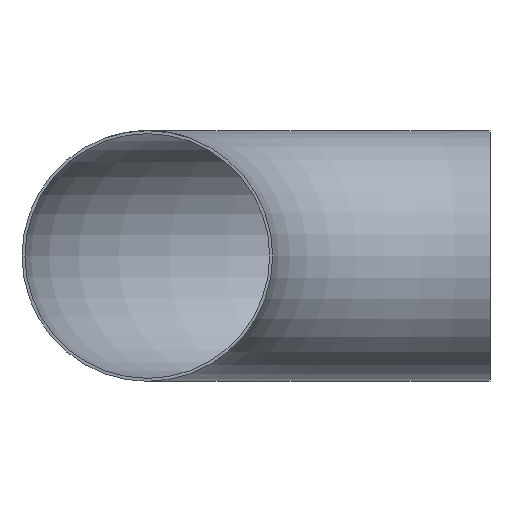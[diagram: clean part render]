
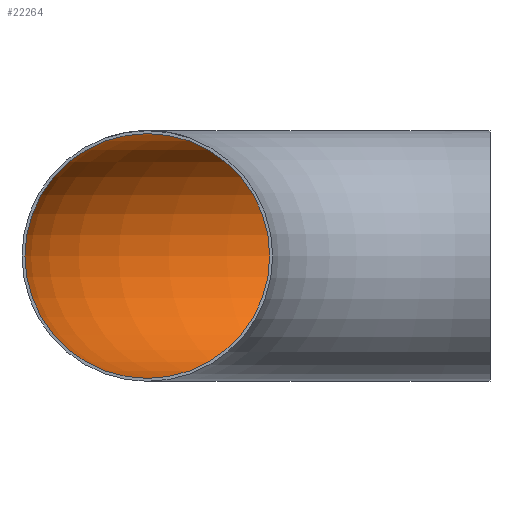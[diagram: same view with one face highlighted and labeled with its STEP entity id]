
A CAD part, front view. The second image highlights one B-rep face of the part: STEP entity #22264.
In plain terms, the highlighted toroidal (fillet/blend) face has major radius 350 mm and minor radius 125 mm.
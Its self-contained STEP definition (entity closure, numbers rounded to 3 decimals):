
#261 = VERTEX_POINT ( 'NONE', #13131 ) ;
#536 = AXIS2_PLACEMENT_3D ( 'NONE', #4812, #24460, #17665 ) ;
#1761 = DIRECTION ( 'NONE',  ( -1., 0., 0. ) ) ;
#1831 = ORIENTED_EDGE ( 'NONE', *, *, #26402, .F. ) ;
#2037 = EDGE_CURVE ( 'NONE', #6078, #6078, #17314, .T. ) ;
#3894 = FACE_OUTER_BOUND ( 'NONE', #7071, .T. ) ;
#4812 = CARTESIAN_POINT ( 'NONE',  ( -350., 0., 0. ) ) ;
#6078 = VERTEX_POINT ( 'NONE', #12714 ) ;
#7071 = EDGE_LOOP ( 'NONE', ( #1831 ) ) ;
#7379 = AXIS2_PLACEMENT_3D ( 'NONE', #21124, #25512, #1761 ) ;
#12714 = CARTESIAN_POINT ( 'NONE',  ( 0., 475., 0. ) ) ;
#13131 = CARTESIAN_POINT ( 'NONE',  ( -350., 0., 125. ) ) ;
#13759 = AXIS2_PLACEMENT_3D ( 'NONE', #24749, #15574, #22056 ) ;
#15574 = DIRECTION ( 'NONE',  ( 1., 0., 0. ) ) ;
#17231 = EDGE_LOOP ( 'NONE', ( #19221 ) ) ;
#17314 = CIRCLE ( 'NONE', #13759, 125. ) ;
#17665 = DIRECTION ( 'NONE',  ( 0., 0., 1. ) ) ;
#19221 = ORIENTED_EDGE ( 'NONE', *, *, #2037, .T. ) ;
#21124 = CARTESIAN_POINT ( 'NONE',  ( 0., 0., 0. ) ) ;
#22056 = DIRECTION ( 'NONE',  ( 0., 1., 0. ) ) ;
#22264 = ADVANCED_FACE ( 'NONE', ( #27753, #3894 ), #25876, .F. ) ;
#24460 = DIRECTION ( 'NONE',  ( 0., 1., 0. ) ) ;
#24749 = CARTESIAN_POINT ( 'NONE',  ( 0., 350., 0. ) ) ;
#24918 = CIRCLE ( 'NONE', #536, 125. ) ;
#25512 = DIRECTION ( 'NONE',  ( 0., 0., -1. ) ) ;
#25876 = TOROIDAL_SURFACE ( 'NONE', #7379, 350., 125. ) ;
#26402 = EDGE_CURVE ( 'NONE', #261, #261, #24918, .T. ) ;
#27753 = FACE_OUTER_BOUND ( 'NONE', #17231, .T. ) ;
